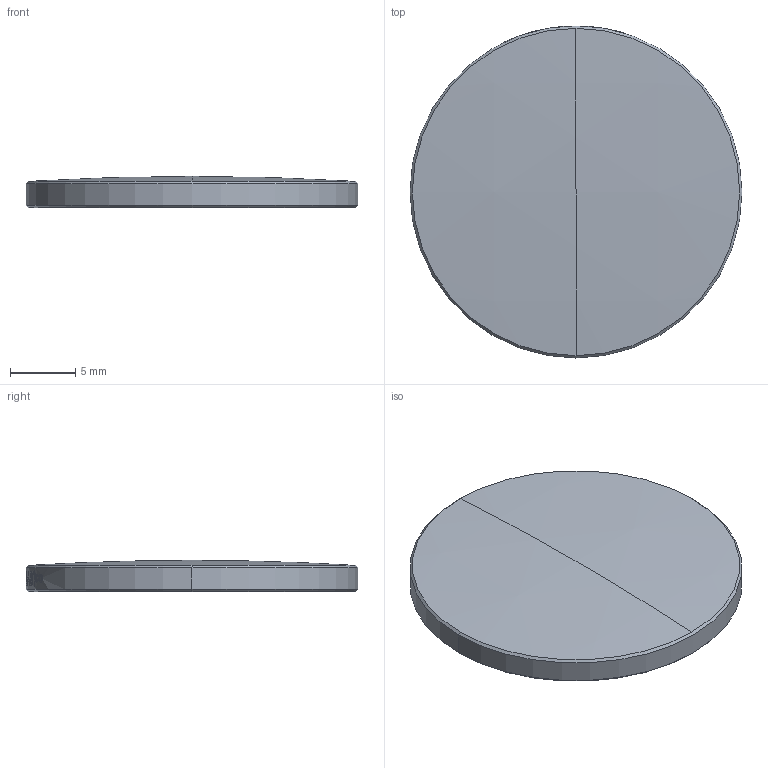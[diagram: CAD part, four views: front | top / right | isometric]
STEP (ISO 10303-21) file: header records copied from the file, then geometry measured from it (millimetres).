
FILE_DESCRIPTION (( 'STEP AP203' ), '1' );
FILE_NAME ('TTN195784-E0W.STEP', '2020-03-16T23:23:58', ( '' ), ( '' ), 'SwSTEP 2.0', 'SolidWorks 2018', '' );
FILE_SCHEMA (( 'CONFIG_CONTROL_DESIGN' ));
Length unit declared in the file: inch
Products named in the file (1): TTN195784-E0W
Bounding box: 25.4 x 25.4 x 2.39 mm (x, y, z)
Volume: 1109.4 mm3; surface area: 1157.6 mm2
Topology: 1 solids, 1 shells, 26 faces, 170 edges, 163 vertices
Faces by surface type: cylinder 19, cone 4, sphere 2, plane 1
Entity records: 2326 total; most frequent: CARTESIAN_POINT 995, ORIENTED_EDGE 340, EDGE_CURVE 170, DIRECTION 169, VERTEX_POINT 163, B_SPLINE_CURVE_WITH_KNOTS 99, AXIS2_PLACEMENT_3D 71, CIRCLE 44
